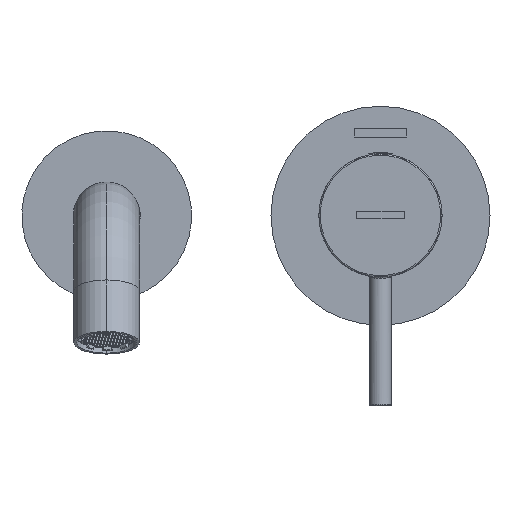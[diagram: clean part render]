
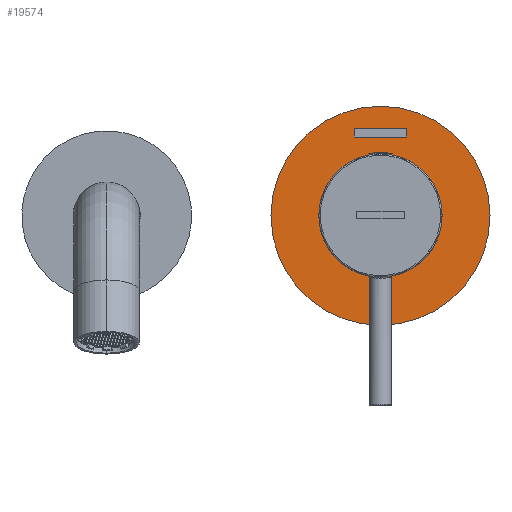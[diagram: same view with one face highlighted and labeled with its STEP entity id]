
A CAD part, top view. The second image highlights one B-rep face of the part: STEP entity #19574.
In plain terms, the highlighted planar face has unit normal (0, 0, 1).
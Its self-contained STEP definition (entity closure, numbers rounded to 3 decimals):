
#281 = ORIENTED_EDGE ( 'NONE', *, *, #42911, .F. ) ;
#442 = EDGE_CURVE ( 'NONE', #12811, #35080, #4185, .T. ) ;
#1826 = DIRECTION ( 'NONE',  ( 0., 1., 0. ) ) ;
#2655 = DIRECTION ( 'NONE',  ( 0., 0., -1. ) ) ;
#3594 = CIRCLE ( 'NONE', #38170, 40. ) ;
#3834 = CARTESIAN_POINT ( 'NONE',  ( 9.5, 0., 27.5 ) ) ;
#4185 = CIRCLE ( 'NONE', #28395, 21.25 ) ;
#4221 = VERTEX_POINT ( 'NONE', #35537 ) ;
#4281 = VERTEX_POINT ( 'NONE', #6509 ) ;
#4726 = EDGE_CURVE ( 'NONE', #31462, #20443, #11577, .T. ) ;
#5483 = CIRCLE ( 'NONE', #29728, 40. ) ;
#5725 = ORIENTED_EDGE ( 'NONE', *, *, #11730, .F. ) ;
#6114 = CARTESIAN_POINT ( 'NONE',  ( 0., 0., 27.5 ) ) ;
#6394 = DIRECTION ( 'NONE',  ( -1., 0., 0. ) ) ;
#6509 = CARTESIAN_POINT ( 'NONE',  ( -40., 0., 27.5 ) ) ;
#7130 = EDGE_LOOP ( 'NONE', ( #281, #5725 ) ) ;
#8918 = EDGE_LOOP ( 'NONE', ( #13089, #15555 ) ) ;
#9870 = PLANE ( 'NONE',  #36761 ) ;
#9928 = EDGE_CURVE ( 'NONE', #39789, #4221, #33524, .T. ) ;
#10283 = CARTESIAN_POINT ( 'NONE',  ( 21.25, 0., 27.5 ) ) ;
#10881 = CARTESIAN_POINT ( 'NONE',  ( 0., 0., 27.5 ) ) ;
#11298 = DIRECTION ( 'NONE',  ( 1., 0., 0. ) ) ;
#11577 = LINE ( 'NONE', #38441, #36519 ) ;
#11730 = EDGE_CURVE ( 'NONE', #41271, #4281, #5483, .T. ) ;
#11799 = ORIENTED_EDGE ( 'NONE', *, *, #4726, .T. ) ;
#12682 = VECTOR ( 'NONE', #13077, 1000. ) ;
#12811 = VERTEX_POINT ( 'NONE', #10283 ) ;
#12954 = ORIENTED_EDGE ( 'NONE', *, *, #9928, .T. ) ;
#13077 = DIRECTION ( 'NONE',  ( 1., 0., 0. ) ) ;
#13089 = ORIENTED_EDGE ( 'NONE', *, *, #442, .F. ) ;
#13189 = ORIENTED_EDGE ( 'NONE', *, *, #42589, .T. ) ;
#13376 = DIRECTION ( 'NONE',  ( -1., 0., 0. ) ) ;
#15555 = ORIENTED_EDGE ( 'NONE', *, *, #29570, .F. ) ;
#15884 = CARTESIAN_POINT ( 'NONE',  ( 9.5, 32., 27.5 ) ) ;
#16897 = CARTESIAN_POINT ( 'NONE',  ( 40., 0., 27.5 ) ) ;
#18229 = DIRECTION ( 'NONE',  ( 0., 0., 1. ) ) ;
#18361 = CIRCLE ( 'NONE', #39116, 21.25 ) ;
#19343 = DIRECTION ( 'NONE',  ( 1., 0., 0. ) ) ;
#19367 = CARTESIAN_POINT ( 'NONE',  ( 0., 32., 27.5 ) ) ;
#19574 = ADVANCED_FACE ( 'NONE', ( #29586, #42810, #39557 ), #9870, .F. ) ;
#20443 = VERTEX_POINT ( 'NONE', #37007 ) ;
#20607 = VECTOR ( 'NONE', #25942, 1000. ) ;
#22192 = EDGE_CURVE ( 'NONE', #20443, #39789, #28241, .T. ) ;
#23568 = CARTESIAN_POINT ( 'NONE',  ( -9.5, 28.75, 27.5 ) ) ;
#25732 = LINE ( 'NONE', #38957, #41603 ) ;
#25942 = DIRECTION ( 'NONE',  ( 0., -1., 0. ) ) ;
#26277 = CARTESIAN_POINT ( 'NONE',  ( 0., 0., 27.5 ) ) ;
#28241 = LINE ( 'NONE', #19367, #12682 ) ;
#28243 = CARTESIAN_POINT ( 'NONE',  ( -21.25, 0., 27.5 ) ) ;
#28395 = AXIS2_PLACEMENT_3D ( 'NONE', #10881, #18229, #11298 ) ;
#29526 = DIRECTION ( 'NONE',  ( 0., 0., 1. ) ) ;
#29570 = EDGE_CURVE ( 'NONE', #35080, #12811, #18361, .T. ) ;
#29586 = FACE_BOUND ( 'NONE', #38495, .T. ) ;
#29728 = AXIS2_PLACEMENT_3D ( 'NONE', #26277, #2655, #32992 ) ;
#29796 = DIRECTION ( 'NONE',  ( 0., 0., -1. ) ) ;
#31462 = VERTEX_POINT ( 'NONE', #23568 ) ;
#32405 = DIRECTION ( 'NONE',  ( -1., 0., 0. ) ) ;
#32992 = DIRECTION ( 'NONE',  ( -1., 0., 0. ) ) ;
#33042 = CARTESIAN_POINT ( 'NONE',  ( 0., 0., 27.5 ) ) ;
#33524 = LINE ( 'NONE', #3834, #20607 ) ;
#35080 = VERTEX_POINT ( 'NONE', #28243 ) ;
#35537 = CARTESIAN_POINT ( 'NONE',  ( 9.5, 28.75, 27.5 ) ) ;
#36508 = DIRECTION ( 'NONE',  ( 0., 0., -1. ) ) ;
#36519 = VECTOR ( 'NONE', #1826, 1000. ) ;
#36761 = AXIS2_PLACEMENT_3D ( 'NONE', #33042, #29796, #32405 ) ;
#37007 = CARTESIAN_POINT ( 'NONE',  ( -9.5, 32., 27.5 ) ) ;
#38170 = AXIS2_PLACEMENT_3D ( 'NONE', #39332, #36508, #6394 ) ;
#38441 = CARTESIAN_POINT ( 'NONE',  ( -9.5, 0., 27.5 ) ) ;
#38495 = EDGE_LOOP ( 'NONE', ( #13189, #11799, #41145, #12954 ) ) ;
#38957 = CARTESIAN_POINT ( 'NONE',  ( 0., 28.75, 27.5 ) ) ;
#39116 = AXIS2_PLACEMENT_3D ( 'NONE', #6114, #29526, #19343 ) ;
#39332 = CARTESIAN_POINT ( 'NONE',  ( 0., 0., 27.5 ) ) ;
#39557 = FACE_OUTER_BOUND ( 'NONE', #7130, .T. ) ;
#39789 = VERTEX_POINT ( 'NONE', #15884 ) ;
#41145 = ORIENTED_EDGE ( 'NONE', *, *, #22192, .T. ) ;
#41271 = VERTEX_POINT ( 'NONE', #16897 ) ;
#41603 = VECTOR ( 'NONE', #13376, 1000. ) ;
#42589 = EDGE_CURVE ( 'NONE', #4221, #31462, #25732, .T. ) ;
#42810 = FACE_BOUND ( 'NONE', #8918, .T. ) ;
#42911 = EDGE_CURVE ( 'NONE', #4281, #41271, #3594, .T. ) ;
